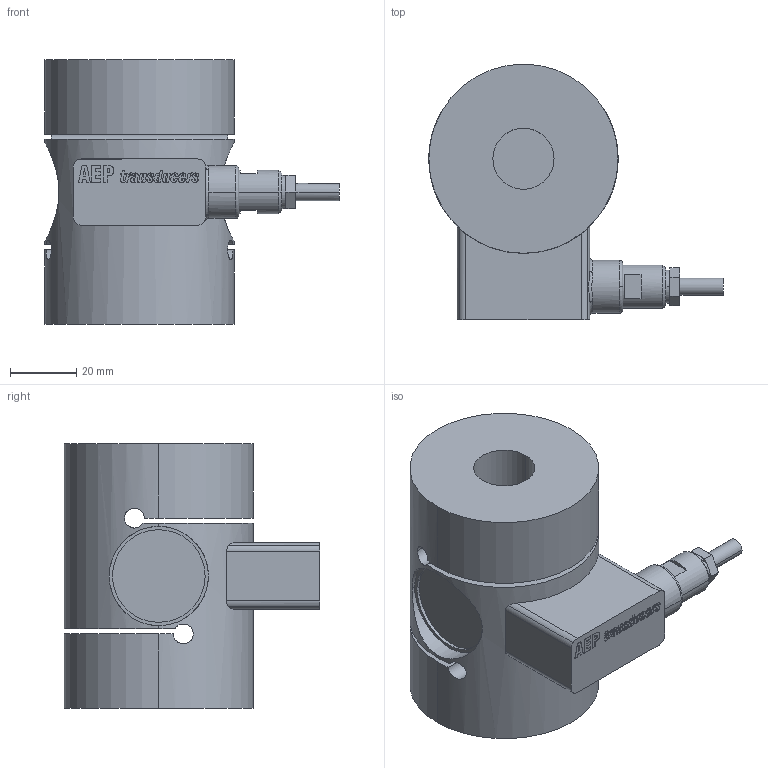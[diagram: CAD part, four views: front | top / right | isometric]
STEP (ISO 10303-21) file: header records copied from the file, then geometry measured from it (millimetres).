
FILE_DESCRIPTION(('STEP AP214'),'1');
FILE_NAME('TCE_57.stp','2015-05-19T15:00:01',(' '),(' '),'Spatial InterOp 3D',' ',' ');
FILE_SCHEMA(('automotive_design'));
Length unit declared in the file: metre
Products named in the file (1): Box
Bounding box: 88.97 x 77.29 x 80.03 mm (x, y, z)
Volume: 203130.1 mm3; surface area: 34319.7 mm2
Topology: 1 solids, 2 shells, 256 faces, 652 edges, 430 vertices
Faces by surface type: plane 162, cylinder 42, extrusion 42, torus 6, cone 2, bspline 2
Entity records: 10980 total; most frequent: CARTESIAN_POINT 2861, ORIENTED_EDGE 1304, DIRECTION 1090, EDGE_CURVE 652, VECTOR 482, LINE 440, VERTEX_POINT 430, AXIS2_PLACEMENT_3D 304
